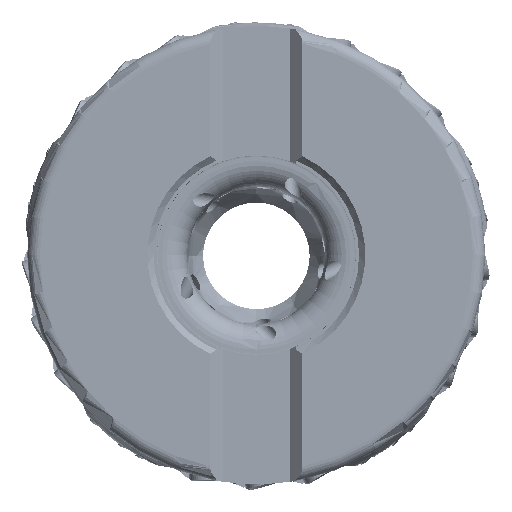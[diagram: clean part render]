
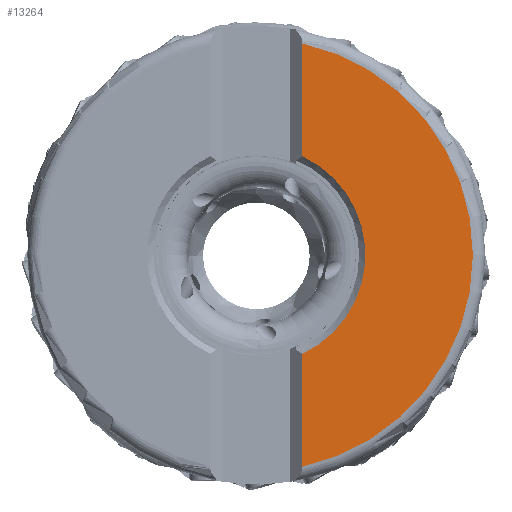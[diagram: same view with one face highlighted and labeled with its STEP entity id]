
A CAD part, top view. The second image highlights one B-rep face of the part: STEP entity #13264.
In plain terms, the highlighted planar face has unit normal (0, 0, 1).
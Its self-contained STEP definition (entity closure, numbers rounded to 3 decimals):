
#3149=PLANE('',#74381);
#5636=LINE('',#134252,#9446);
#5637=LINE('',#134256,#9447);
#9446=VECTOR('',#88530,1.);
#9447=VECTOR('',#88535,1.);
#13264=ADVANCED_FACE('',(#18816),#3149,.T.);
#18816=FACE_OUTER_BOUND('',#22767,.T.);
#22767=EDGE_LOOP('',(#38731,#38732,#38733,#38734));
#38731=ORIENTED_EDGE('',*,*,#61784,.F.);
#38732=ORIENTED_EDGE('',*,*,#61785,.T.);
#38733=ORIENTED_EDGE('',*,*,#61777,.F.);
#38734=ORIENTED_EDGE('',*,*,#61783,.T.);
#53002=VERTEX_POINT('',#134205);
#53003=VERTEX_POINT('',#134206);
#53006=VERTEX_POINT('',#134251);
#53007=VERTEX_POINT('',#134255);
#61777=EDGE_CURVE('',#53002,#53003,#67680,.T.);
#61783=EDGE_CURVE('',#53002,#53006,#5636,.T.);
#61784=EDGE_CURVE('',#53007,#53006,#67682,.T.);
#61785=EDGE_CURVE('',#53007,#53003,#5637,.T.);
#67680=CIRCLE('',#74376,34.513);
#67682=CIRCLE('',#74380,17.375);
#74376=AXIS2_PLACEMENT_3D('',#134204,#88524,#88525);
#74380=AXIS2_PLACEMENT_3D('',#134254,#88533,#88534);
#74381=AXIS2_PLACEMENT_3D('',#134257,#88536,#88537);
#88524=DIRECTION('',(0.,0.,-1.));
#88525=DIRECTION('',(0.213,0.977,0.));
#88530=DIRECTION('',(0.,-1.,0.));
#88533=DIRECTION('',(0.,0.,1.));
#88534=DIRECTION('',(0.423,-0.906,0.));
#88535=DIRECTION('',(0.,-1.,0.));
#88536=DIRECTION('',(0.,0.,1.));
#88537=DIRECTION('',(-1.,0.,0.));
#134204=CARTESIAN_POINT('',(0.,0.,0.));
#134205=CARTESIAN_POINT('',(7.35,33.721,0.));
#134206=CARTESIAN_POINT('',(7.35,-33.721,0.));
#134251=CARTESIAN_POINT('',(7.35,15.744,0.));
#134252=CARTESIAN_POINT('',(7.35,33.721,0.));
#134254=CARTESIAN_POINT('',(0.,0.,0.));
#134255=CARTESIAN_POINT('',(7.35,-15.744,0.));
#134256=CARTESIAN_POINT('',(7.35,-15.744,0.));
#134257=CARTESIAN_POINT('',(20.931,0.,0.));
